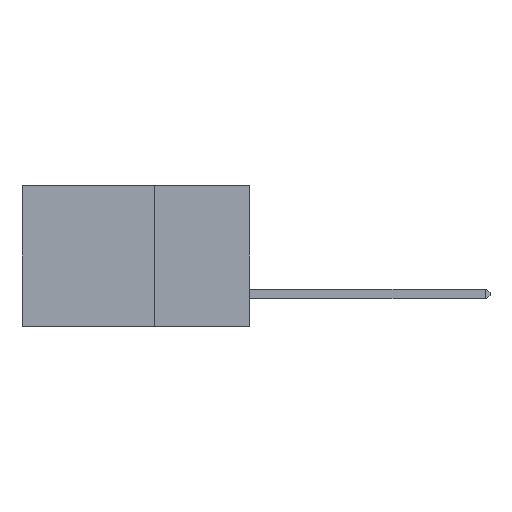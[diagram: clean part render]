
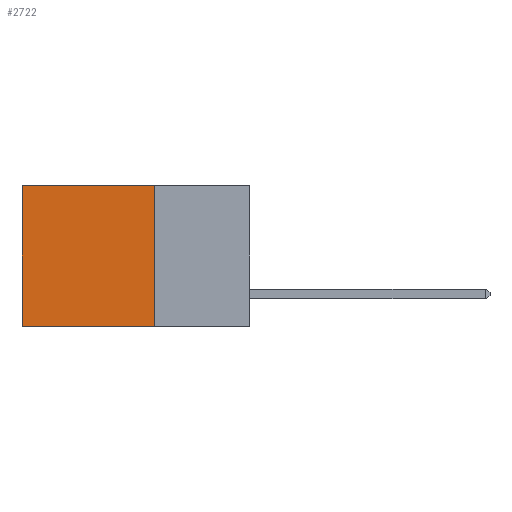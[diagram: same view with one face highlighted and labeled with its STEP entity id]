
A CAD part, left-side view. The second image highlights one B-rep face of the part: STEP entity #2722.
In plain terms, the highlighted planar face has unit normal (-1, 0, 0).
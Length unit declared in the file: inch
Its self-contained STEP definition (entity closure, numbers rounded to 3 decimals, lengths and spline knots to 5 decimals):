
#216 = LINE ( 'NONE', #13817, #21835 ) ;
#222 = CARTESIAN_POINT ( 'NONE',  ( 0.2875, 0.25, -0.37 ) ) ;
#240 = VERTEX_POINT ( 'NONE', #36303 ) ;
#2076 = LINE ( 'NONE', #22760, #21173 ) ;
#2722 = ADVANCED_FACE ( 'NONE', ( #18225 ), #22376, .F. ) ;
#3411 = DIRECTION ( 'NONE',  ( 0., 0., -1. ) ) ;
#7555 = VECTOR ( 'NONE', #17570, 39.37008 ) ;
#8167 = LINE ( 'NONE', #33742, #29666 ) ;
#9375 = ORIENTED_EDGE ( 'NONE', *, *, #23211, .T. ) ;
#10159 = ORIENTED_EDGE ( 'NONE', *, *, #18492, .F. ) ;
#10661 = ORIENTED_EDGE ( 'NONE', *, *, #20477, .T. ) ;
#11824 = EDGE_LOOP ( 'NONE', ( #10661, #31832, #10159, #9375 ) ) ;
#12332 = CARTESIAN_POINT ( 'NONE',  ( 0.2875, 0.25, 0. ) ) ;
#13817 = CARTESIAN_POINT ( 'NONE',  ( 0.2875, 0.25, 0. ) ) ;
#14497 = CARTESIAN_POINT ( 'NONE',  ( 0.2875, 0.6, 0. ) ) ;
#17570 = DIRECTION ( 'NONE',  ( 0., 1., 0. ) ) ;
#17808 = DIRECTION ( 'NONE',  ( 0., 1., 0. ) ) ;
#18225 = FACE_OUTER_BOUND ( 'NONE', #11824, .T. ) ;
#18492 = EDGE_CURVE ( 'NONE', #240, #27636, #216, .T. ) ;
#19388 = CARTESIAN_POINT ( 'NONE',  ( 0.2875, 0.6, -0.37 ) ) ;
#20375 = CARTESIAN_POINT ( 'NONE',  ( 0.2875, 0.25, -0.37 ) ) ;
#20477 = EDGE_CURVE ( 'NONE', #35383, #21069, #2076, .T. ) ;
#20613 = EDGE_CURVE ( 'NONE', #27636, #21069, #36131, .T. ) ;
#21069 = VERTEX_POINT ( 'NONE', #19388 ) ;
#21173 = VECTOR ( 'NONE', #3411, 39.37008 ) ;
#21835 = VECTOR ( 'NONE', #23345, 39.37008 ) ;
#22376 = PLANE ( 'NONE',  #26432 ) ;
#22760 = CARTESIAN_POINT ( 'NONE',  ( 0.2875, 0.6, 0. ) ) ;
#23211 = EDGE_CURVE ( 'NONE', #240, #35383, #8167, .T. ) ;
#23345 = DIRECTION ( 'NONE',  ( 0., 0., -1. ) ) ;
#26432 = AXIS2_PLACEMENT_3D ( 'NONE', #12332, #28774, #34671 ) ;
#27636 = VERTEX_POINT ( 'NONE', #222 ) ;
#28774 = DIRECTION ( 'NONE',  ( 1., 0., 0. ) ) ;
#29666 = VECTOR ( 'NONE', #17808, 39.37008 ) ;
#31832 = ORIENTED_EDGE ( 'NONE', *, *, #20613, .F. ) ;
#33742 = CARTESIAN_POINT ( 'NONE',  ( 0.2875, 0.25, 0. ) ) ;
#34671 = DIRECTION ( 'NONE',  ( 0., 0., -1. ) ) ;
#35383 = VERTEX_POINT ( 'NONE', #14497 ) ;
#36131 = LINE ( 'NONE', #20375, #7555 ) ;
#36303 = CARTESIAN_POINT ( 'NONE',  ( 0.2875, 0.25, 0. ) ) ;
